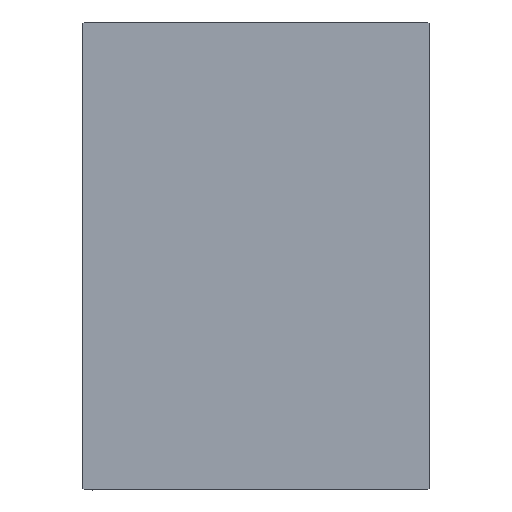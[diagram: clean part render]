
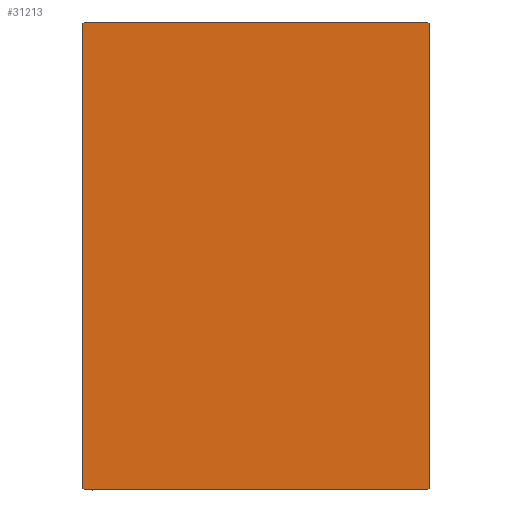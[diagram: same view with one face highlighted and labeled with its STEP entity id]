
A CAD part, left-side view. The second image highlights one B-rep face of the part: STEP entity #31213.
In plain terms, the highlighted face is planar.
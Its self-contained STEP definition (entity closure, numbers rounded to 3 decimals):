
#283 = VECTOR ( 'NONE', #31566, 1000. ) ;
#2017 = DIRECTION ( 'NONE',  ( 0., 0., -1. ) ) ;
#2061 = CARTESIAN_POINT ( 'NONE',  ( 143., 36.85, 36.85 ) ) ;
#2974 = CARTESIAN_POINT ( 'NONE',  ( 143., 31.2, -42.5 ) ) ;
#3710 = VERTEX_POINT ( 'NONE', #7349 ) ;
#5461 = VECTOR ( 'NONE', #34903, 1000. ) ;
#5700 = EDGE_CURVE ( 'NONE', #3710, #17107, #8970, .T. ) ;
#6188 = CARTESIAN_POINT ( 'NONE',  ( 143., -36.85, -36.85 ) ) ;
#6401 = DIRECTION ( 'NONE',  ( 0., 0.707, -0.707 ) ) ;
#7349 = CARTESIAN_POINT ( 'NONE',  ( 143., 31.2, 42.5 ) ) ;
#7383 = CARTESIAN_POINT ( 'NONE',  ( 143., -31.5, 42.2 ) ) ;
#8243 = AXIS2_PLACEMENT_3D ( 'NONE', #9121, #38515, #2017 ) ;
#8560 = LINE ( 'NONE', #19153, #20287 ) ;
#8954 = CARTESIAN_POINT ( 'NONE',  ( 143., 31.5, 42.2 ) ) ;
#8970 = LINE ( 'NONE', #38346, #5461 ) ;
#9121 = CARTESIAN_POINT ( 'NONE',  ( 143., 0., 0. ) ) ;
#11472 = EDGE_CURVE ( 'NONE', #26452, #22409, #18386, .T. ) ;
#11947 = FACE_OUTER_BOUND ( 'NONE', #29804, .T. ) ;
#13044 = VECTOR ( 'NONE', #40745, 1000. ) ;
#16931 = EDGE_CURVE ( 'NONE', #21604, #41615, #36379, .T. ) ;
#17107 = VERTEX_POINT ( 'NONE', #31803 ) ;
#18386 = LINE ( 'NONE', #41298, #283 ) ;
#19138 = VERTEX_POINT ( 'NONE', #7383 ) ;
#19153 = CARTESIAN_POINT ( 'NONE',  ( 143., -31.5, 42.5 ) ) ;
#20287 = VECTOR ( 'NONE', #32340, 1000. ) ;
#20820 = ORIENTED_EDGE ( 'NONE', *, *, #34338, .T. ) ;
#21356 = VECTOR ( 'NONE', #6401, 1000. ) ;
#21509 = VERTEX_POINT ( 'NONE', #40476 ) ;
#21604 = VERTEX_POINT ( 'NONE', #31605 ) ;
#21727 = LINE ( 'NONE', #2061, #13044 ) ;
#22409 = VERTEX_POINT ( 'NONE', #2974 ) ;
#23923 = DIRECTION ( 'NONE',  ( 0., 0.707, 0.707 ) ) ;
#24392 = VECTOR ( 'NONE', #35253, 1000. ) ;
#25348 = PLANE ( 'NONE',  #8243 ) ;
#25420 = LINE ( 'NONE', #6188, #21356 ) ;
#25523 = VECTOR ( 'NONE', #23923, 1000. ) ;
#26452 = VERTEX_POINT ( 'NONE', #30180 ) ;
#27455 = ORIENTED_EDGE ( 'NONE', *, *, #5700, .T. ) ;
#28354 = CARTESIAN_POINT ( 'NONE',  ( 143., -36.85, 36.85 ) ) ;
#29258 = CARTESIAN_POINT ( 'NONE',  ( 143., 31.5, -42.5 ) ) ;
#29804 = EDGE_LOOP ( 'NONE', ( #33109, #33473, #32393, #30220, #27455, #20820, #34274, #32342 ) ) ;
#30180 = CARTESIAN_POINT ( 'NONE',  ( 143., -31.2, -42.5 ) ) ;
#30220 = ORIENTED_EDGE ( 'NONE', *, *, #41458, .T. ) ;
#31213 = ADVANCED_FACE ( 'NONE', ( #11947 ), #25348, .T. ) ;
#31566 = DIRECTION ( 'NONE',  ( 0., 1., 0. ) ) ;
#31605 = CARTESIAN_POINT ( 'NONE',  ( 143., 31.5, -42.2 ) ) ;
#31803 = CARTESIAN_POINT ( 'NONE',  ( 143., -31.2, 42.5 ) ) ;
#31847 = EDGE_CURVE ( 'NONE', #22409, #21604, #39937, .T. ) ;
#32340 = DIRECTION ( 'NONE',  ( 0., 0., -1. ) ) ;
#32342 = ORIENTED_EDGE ( 'NONE', *, *, #42425, .T. ) ;
#32393 = ORIENTED_EDGE ( 'NONE', *, *, #16931, .T. ) ;
#32508 = DIRECTION ( 'NONE',  ( 0., 0., 1. ) ) ;
#33109 = ORIENTED_EDGE ( 'NONE', *, *, #11472, .T. ) ;
#33473 = ORIENTED_EDGE ( 'NONE', *, *, #31847, .T. ) ;
#33755 = EDGE_CURVE ( 'NONE', #19138, #21509, #8560, .T. ) ;
#34274 = ORIENTED_EDGE ( 'NONE', *, *, #33755, .T. ) ;
#34338 = EDGE_CURVE ( 'NONE', #17107, #19138, #35038, .T. ) ;
#34903 = DIRECTION ( 'NONE',  ( 0., -1., 0. ) ) ;
#35038 = LINE ( 'NONE', #28354, #24392 ) ;
#35253 = DIRECTION ( 'NONE',  ( 0., -0.707, -0.707 ) ) ;
#36379 = LINE ( 'NONE', #29258, #41133 ) ;
#38346 = CARTESIAN_POINT ( 'NONE',  ( 143., 31.5, 42.5 ) ) ;
#38515 = DIRECTION ( 'NONE',  ( 1., 0., 0. ) ) ;
#39937 = LINE ( 'NONE', #40140, #25523 ) ;
#40140 = CARTESIAN_POINT ( 'NONE',  ( 143., 36.85, -36.85 ) ) ;
#40476 = CARTESIAN_POINT ( 'NONE',  ( 143., -31.5, -42.2 ) ) ;
#40745 = DIRECTION ( 'NONE',  ( 0., -0.707, 0.707 ) ) ;
#41133 = VECTOR ( 'NONE', #32508, 1000. ) ;
#41298 = CARTESIAN_POINT ( 'NONE',  ( 143., -31.5, -42.5 ) ) ;
#41458 = EDGE_CURVE ( 'NONE', #41615, #3710, #21727, .T. ) ;
#41615 = VERTEX_POINT ( 'NONE', #8954 ) ;
#42425 = EDGE_CURVE ( 'NONE', #21509, #26452, #25420, .T. ) ;
